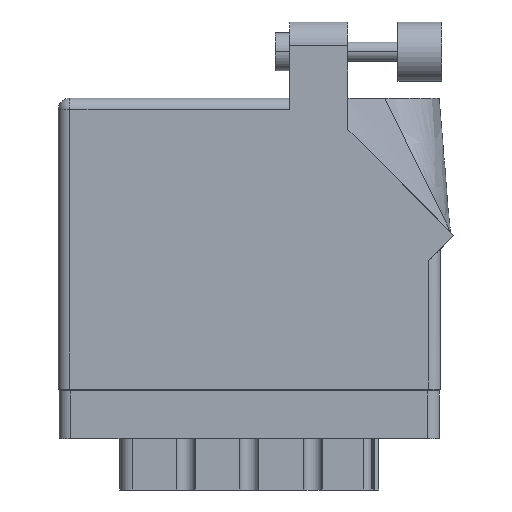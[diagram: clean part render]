
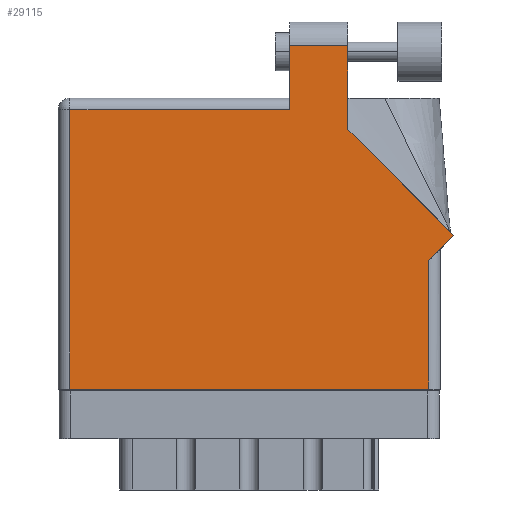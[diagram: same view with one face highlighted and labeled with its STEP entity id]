
A CAD part, front view. The second image highlights one B-rep face of the part: STEP entity #29115.
In plain terms, the highlighted face is planar.
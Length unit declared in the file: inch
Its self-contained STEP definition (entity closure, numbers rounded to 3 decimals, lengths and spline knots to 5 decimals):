
#267 = LINE ( 'NONE', #16152, #40554 ) ;
#313 = VERTEX_POINT ( 'NONE', #31294 ) ;
#885 = LINE ( 'NONE', #20418, #6880 ) ;
#993 = EDGE_LOOP ( 'NONE', ( #15579, #32779, #6373, #21269, #25384, #28604, #21144, #26733, #25571 ) ) ;
#1958 = DIRECTION ( 'NONE',  ( -0.707, 0.707, 0. ) ) ;
#2102 = DIRECTION ( 'NONE',  ( -1., 0., 0. ) ) ;
#2445 = DIRECTION ( 'NONE',  ( 0.707, 0.707, 0. ) ) ;
#2543 = CARTESIAN_POINT ( 'NONE',  ( 0., 0., 0. ) ) ;
#4489 = DIRECTION ( 'NONE',  ( -1., 0., 0. ) ) ;
#5177 = EDGE_CURVE ( 'NONE', #313, #9591, #11018, .T. ) ;
#5530 = VECTOR ( 'NONE', #27472, 39.37008 ) ;
#6373 = ORIENTED_EDGE ( 'NONE', *, *, #17569, .T. ) ;
#6539 = EDGE_CURVE ( 'NONE', #29470, #26270, #20409, .T. ) ;
#6673 = CARTESIAN_POINT ( 'NONE',  ( 1.948, 0.737, 0. ) ) ;
#6762 = VERTEX_POINT ( 'NONE', #37563 ) ;
#6880 = VECTOR ( 'NONE', #4489, 39.37008 ) ;
#8406 = CARTESIAN_POINT ( 'NONE',  ( 2.01, 0.737, 0. ) ) ;
#8528 = VECTOR ( 'NONE', #25648, 39.37008 ) ;
#8581 = CARTESIAN_POINT ( 'NONE',  ( 0.062, 0., 0. ) ) ;
#8707 = CARTESIAN_POINT ( 'NONE',  ( 1.524, 1.805, 0. ) ) ;
#9591 = VERTEX_POINT ( 'NONE', #26455 ) ;
#10020 = DIRECTION ( 'NONE',  ( 0., 1., 0. ) ) ;
#11018 = LINE ( 'NONE', #21312, #33407 ) ;
#11440 = EDGE_CURVE ( 'NONE', #6762, #30502, #26970, .T. ) ;
#12199 = CARTESIAN_POINT ( 'NONE',  ( 1.948, 0., 0. ) ) ;
#13263 = VECTOR ( 'NONE', #10020, 39.37008 ) ;
#13615 = EDGE_CURVE ( 'NONE', #16310, #27616, #885, .T. ) ;
#15548 = DIRECTION ( 'NONE',  ( 0., -1., 0. ) ) ;
#15579 = ORIENTED_EDGE ( 'NONE', *, *, #25152, .T. ) ;
#16152 = CARTESIAN_POINT ( 'NONE',  ( 1.524, 1.36442, 0. ) ) ;
#16310 = VERTEX_POINT ( 'NONE', #25275 ) ;
#17036 = LINE ( 'NONE', #35519, #8528 ) ;
#17569 = EDGE_CURVE ( 'NONE', #26270, #16310, #17036, .T. ) ;
#17574 = VERTEX_POINT ( 'NONE', #22453 ) ;
#18803 = EDGE_CURVE ( 'NONE', #27616, #6762, #34817, .T. ) ;
#19511 = DIRECTION ( 'NONE',  ( 0., 1., 0. ) ) ;
#20141 = VECTOR ( 'NONE', #2445, 39.37008 ) ;
#20382 = EDGE_CURVE ( 'NONE', #30502, #17574, #27715, .T. ) ;
#20409 = LINE ( 'NONE', #37021, #28863 ) ;
#20418 = CARTESIAN_POINT ( 'NONE',  ( 0., 1.468, 0. ) ) ;
#21144 = ORIENTED_EDGE ( 'NONE', *, *, #20382, .T. ) ;
#21269 = ORIENTED_EDGE ( 'NONE', *, *, #13615, .T. ) ;
#21312 = CARTESIAN_POINT ( 'NONE',  ( 2.08071, 0.80771, 0. ) ) ;
#21584 = LINE ( 'NONE', #8406, #20141 ) ;
#22453 = CARTESIAN_POINT ( 'NONE',  ( 1.948, 0.675, 0. ) ) ;
#25152 = EDGE_CURVE ( 'NONE', #9591, #29470, #267, .T. ) ;
#25253 = CARTESIAN_POINT ( 'NONE',  ( 1.217, 1.805, 0. ) ) ;
#25275 = CARTESIAN_POINT ( 'NONE',  ( 1.217, 1.468, 0. ) ) ;
#25384 = ORIENTED_EDGE ( 'NONE', *, *, #18803, .T. ) ;
#25571 = ORIENTED_EDGE ( 'NONE', *, *, #5177, .T. ) ;
#25648 = DIRECTION ( 'NONE',  ( 0., -1., 0. ) ) ;
#26088 = EDGE_CURVE ( 'NONE', #17574, #313, #21584, .T. ) ;
#26270 = VERTEX_POINT ( 'NONE', #25253 ) ;
#26455 = CARTESIAN_POINT ( 'NONE',  ( 1.524, 1.36442, 0. ) ) ;
#26567 = DIRECTION ( 'NONE',  ( -1., 0., 0. ) ) ;
#26733 = ORIENTED_EDGE ( 'NONE', *, *, #26088, .T. ) ;
#26970 = LINE ( 'NONE', #2543, #5530 ) ;
#27472 = DIRECTION ( 'NONE',  ( 1., 0., 0. ) ) ;
#27616 = VERTEX_POINT ( 'NONE', #32618 ) ;
#27715 = LINE ( 'NONE', #6673, #13263 ) ;
#28604 = ORIENTED_EDGE ( 'NONE', *, *, #11440, .T. ) ;
#28863 = VECTOR ( 'NONE', #2102, 39.37008 ) ;
#29115 = ADVANCED_FACE ( 'NONE', ( #38397 ), #36167, .F. ) ;
#29470 = VERTEX_POINT ( 'NONE', #8707 ) ;
#30502 = VERTEX_POINT ( 'NONE', #12199 ) ;
#31294 = CARTESIAN_POINT ( 'NONE',  ( 2.08071, 0.80771, 0. ) ) ;
#31312 = VECTOR ( 'NONE', #15548, 39.37008 ) ;
#32618 = CARTESIAN_POINT ( 'NONE',  ( 0.062, 1.468, 0. ) ) ;
#32779 = ORIENTED_EDGE ( 'NONE', *, *, #6539, .T. ) ;
#33407 = VECTOR ( 'NONE', #1958, 39.37008 ) ;
#34817 = LINE ( 'NONE', #8581, #31312 ) ;
#35519 = CARTESIAN_POINT ( 'NONE',  ( 1.217, 1.53, 0. ) ) ;
#36167 = PLANE ( 'NONE',  #39603 ) ;
#37021 = CARTESIAN_POINT ( 'NONE',  ( 1.217, 1.805, 0. ) ) ;
#37563 = CARTESIAN_POINT ( 'NONE',  ( 0.062, 0., 0. ) ) ;
#38397 = FACE_OUTER_BOUND ( 'NONE', #993, .T. ) ;
#39603 = AXIS2_PLACEMENT_3D ( 'NONE', #39614, #39745, #26567 ) ;
#39614 = CARTESIAN_POINT ( 'NONE',  ( 0., 1.53, 0. ) ) ;
#39745 = DIRECTION ( 'NONE',  ( 0., 0., -1. ) ) ;
#40554 = VECTOR ( 'NONE', #19511, 39.37008 ) ;
